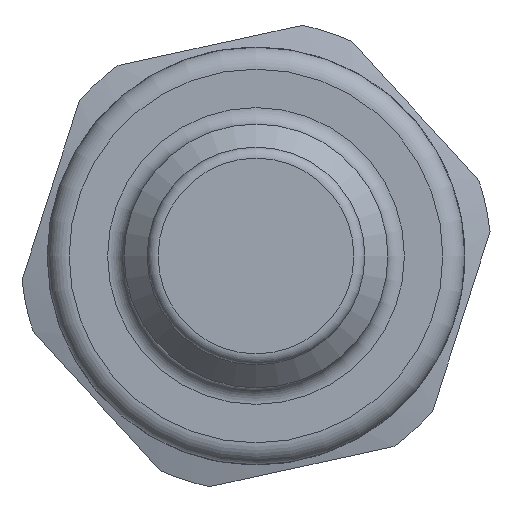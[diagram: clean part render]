
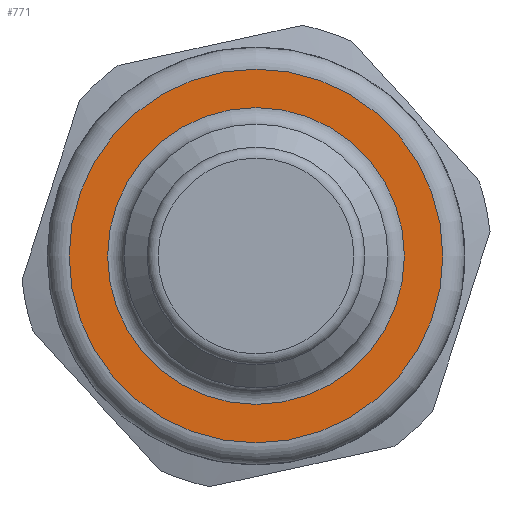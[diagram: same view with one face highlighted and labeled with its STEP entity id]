
A CAD part, left-side view. The second image highlights one B-rep face of the part: STEP entity #771.
In plain terms, the highlighted planar face has unit normal (-1, 0, 0).
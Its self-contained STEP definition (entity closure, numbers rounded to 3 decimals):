
#729=CARTESIAN_POINT('',(20.0,8.5,0.0));
#730=VERTEX_POINT('',#729);
#731=CARTESIAN_POINT('',(20.0,0.0,0.0));
#732=DIRECTION('',(1.0,0.0,0.0));
#733=DIRECTION('',(0.0,-1.0,0.0));
#734=AXIS2_PLACEMENT_3D('',#731,#732,#733);
#735=CIRCLE('',#734,8.5);
#736=EDGE_CURVE('',#730,#730,#735,.T.);
#752=CARTESIAN_POINT('',(20.0,7.75,0.0));
#753=DIRECTION('',(-1.0,0.0,0.0));
#754=DIRECTION('',(0.0,0.0,1.0));
#755=AXIS2_PLACEMENT_3D('',#752,#753,#754);
#756=PLANE('',#755);
#757=ORIENTED_EDGE('',*,*,#736,.F.);
#758=EDGE_LOOP('',(#757));
#759=FACE_OUTER_BOUND('',#758,.T.);
#760=CARTESIAN_POINT('',(20.0,6.75,0.));
#761=VERTEX_POINT('',#760);
#762=CARTESIAN_POINT('',(20.0,0.0,0.0));
#763=DIRECTION('',(-1.0,0.0,0.0));
#764=DIRECTION('',(0.0,-1.0,0.0));
#765=AXIS2_PLACEMENT_3D('',#762,#763,#764);
#766=CIRCLE('',#765,6.75);
#767=EDGE_CURVE('',#761,#761,#766,.T.);
#768=ORIENTED_EDGE('',*,*,#767,.F.);
#769=EDGE_LOOP('',(#768));
#770=FACE_BOUND('',#769,.T.);
#771=ADVANCED_FACE('',(#759,#770),#756,.T.);
